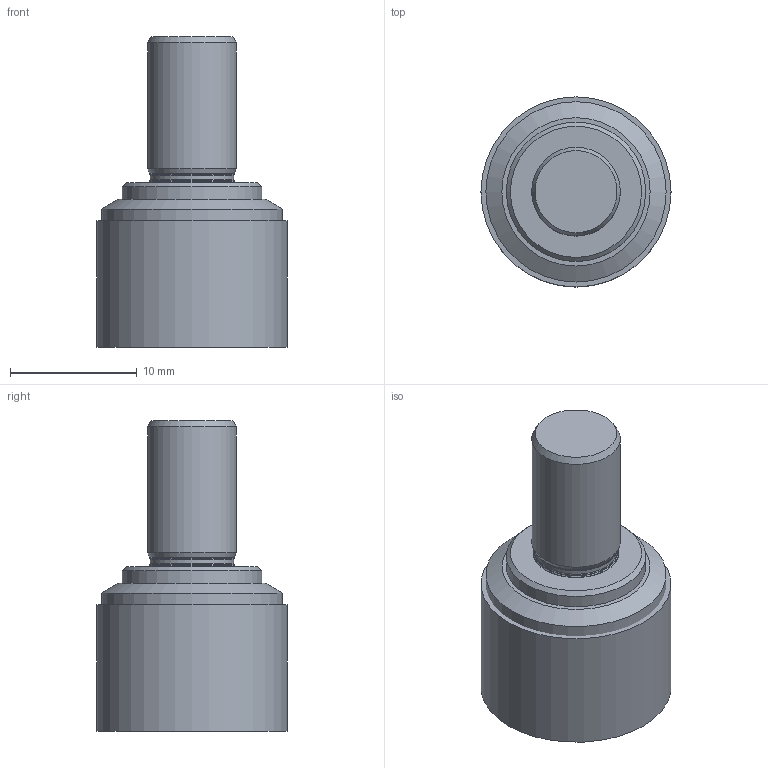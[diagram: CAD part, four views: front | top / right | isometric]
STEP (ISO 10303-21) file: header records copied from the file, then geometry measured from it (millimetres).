
FILE_DESCRIPTION(/* description */ (''),/* implementation_level */ '2;1');
FILE_NAME(/* name */ '02602331.stp',/* time_stamp */ '2012-03-29T16:31:51+05:00',/* author */ (''),/* organization */ (''),/* preprocessor_version */ 'ST-DEVELOPER v11',/* originating_system */ 'SIEMENS PLM Software NX 7.5',/* authorisation */ '');
FILE_SCHEMA (('AUTOMOTIVE_DESIGN { 1 0 10303 214 1 1 1 1 }'));
Length unit declared in the file: millimetre
Products named in the file (1): inpuC3D1mmwg
Bounding box: 15 x 15 x 24.53 mm (x, y, z)
Volume: 3265.7 mm3; surface area: 2132.1 mm2
Topology: 3 solids, 3 shells, 25 faces, 41 edges, 23 vertices
Faces by surface type: cone 9, cylinder 9, plane 7
Full cylindrical faces by diameter (mm): 6.587 x1, 6.646 x2, 6.764 x1, 6.999 x1, 10.5 x1, 10.999 x1, 14.234 x1, 15 x1
Entity records: 525 total; most frequent: DIRECTION 98, CARTESIAN_POINT 72, AXIS2_PLACEMENT_3D 49, EDGE_LOOP 46, ORIENTED_EDGE 46, FACE_BOUND 42, ADVANCED_FACE 25, VERTEX_POINT 23
